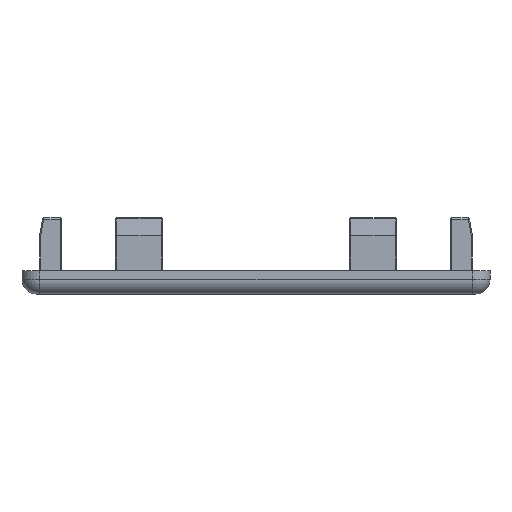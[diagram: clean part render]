
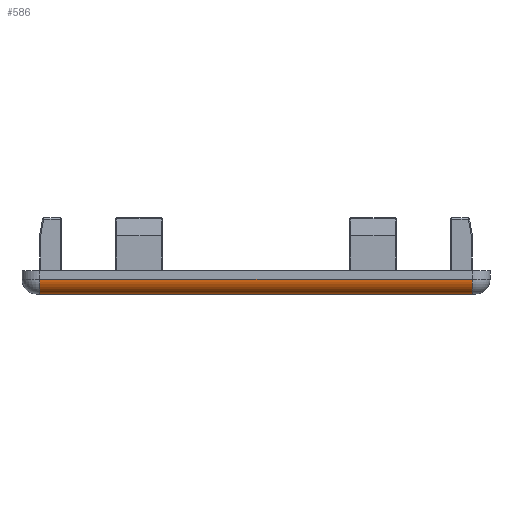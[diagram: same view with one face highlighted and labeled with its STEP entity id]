
A CAD part, left-side view. The second image highlights one B-rep face of the part: STEP entity #586.
In plain terms, the highlighted cylindrical face has radius 2.5 mm (diameter 5 mm), a partial arc.
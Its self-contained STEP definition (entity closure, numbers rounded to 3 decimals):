
#586=ADVANCED_FACE('NONE',(#1406),#1407,.T.);
#1406=FACE_OUTER_BOUND('',#2432,.T.);
#1407=CYLINDRICAL_SURFACE('',#2433,2.5);
#2432=EDGE_LOOP('',(#4166,#4167,#4168,#4169));
#2433=AXIS2_PLACEMENT_3D('',#4170,#4171,#4172);
#4166=ORIENTED_EDGE('',*,*,#6402,.F.);
#4167=ORIENTED_EDGE('',*,*,#6354,.F.);
#4168=ORIENTED_EDGE('',*,*,#6403,.F.);
#4169=ORIENTED_EDGE('',*,*,#6367,.F.);
#4170=CARTESIAN_POINT('',(-17.5,20.0,2.5));
#4171=DIRECTION('',(0.0,-1.0,0.0));
#4172=DIRECTION('',(-1.0,0.0,0.0));
#6354=EDGE_CURVE('NONE',#7770,#7772,#7773,.T.);
#6367=EDGE_CURVE('NONE',#7788,#7790,#7791,.T.);
#6402=EDGE_CURVE('NONE',#7772,#7788,#7830,.T.);
#6403=EDGE_CURVE('NONE',#7790,#7770,#7831,.T.);
#7770=VERTEX_POINT('NONE',#9556);
#7772=VERTEX_POINT('NONE',#9558);
#7773=LINE('',#9559,#9560);
#7788=VERTEX_POINT('NONE',#9579);
#7790=VERTEX_POINT('NONE',#9582);
#7791=LINE('',#9583,#9584);
#7830=CIRCLE('',#9630,2.5);
#7831=CIRCLE('',#9631,2.5);
#9556=CARTESIAN_POINT('',(-17.5,-57.0,0.0));
#9558=CARTESIAN_POINT('',(-17.5,17.0,0.0));
#9559=CARTESIAN_POINT('',(-17.5,17.0,0.0));
#9560=VECTOR('',#10777,1000.0);
#9579=CARTESIAN_POINT('',(-20.0,17.0,2.5));
#9582=CARTESIAN_POINT('',(-20.0,-57.0,2.5));
#9583=CARTESIAN_POINT('',(-20.0,-57.0,2.5));
#9584=VECTOR('',#10798,1000.0);
#9630=AXIS2_PLACEMENT_3D('',#10830,#10831,#10832);
#9631=AXIS2_PLACEMENT_3D('',#10833,#10834,#10835);
#10777=DIRECTION('',(0.,1.0,-0.0));
#10798=DIRECTION('',(0.,-1.0,0.0));
#10830=CARTESIAN_POINT('',(-17.5,17.0,2.5));
#10831=DIRECTION('',(0.0,1.0,0.0));
#10832=DIRECTION('',(0.0,0.0,1.0));
#10833=CARTESIAN_POINT('',(-17.5,-57.0,2.5));
#10834=DIRECTION('',(0.0,-1.0,0.0));
#10835=DIRECTION('',(0.0,0.0,-1.0));
